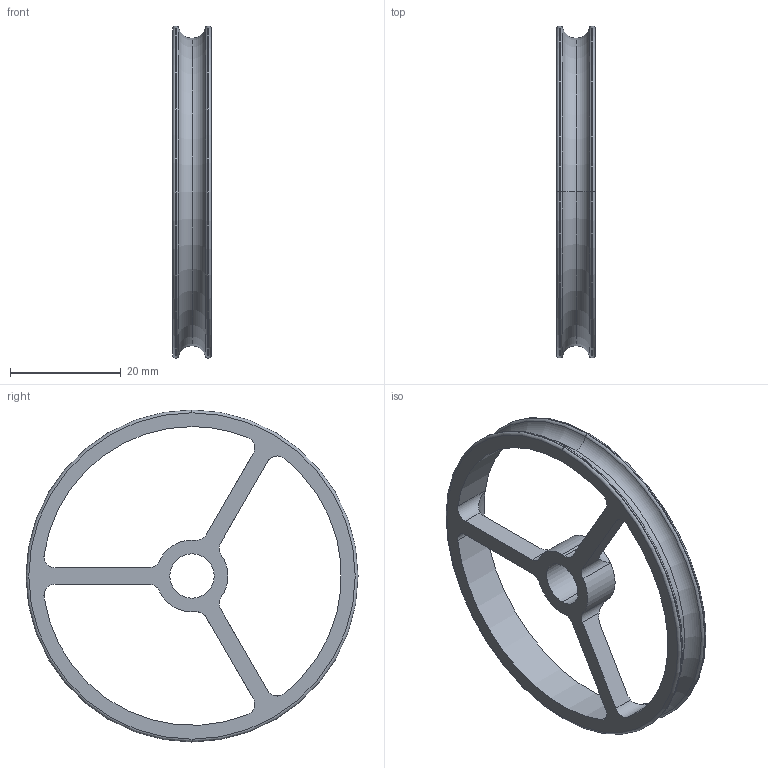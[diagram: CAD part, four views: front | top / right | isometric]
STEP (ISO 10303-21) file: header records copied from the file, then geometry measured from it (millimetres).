
FILE_DESCRIPTION (( 'STEP AP214' ), '1' );
FILE_NAME ('wheel_3s_v04.STEP', '2023-12-14T12:56:31', ( '' ), ( '' ), 'SwSTEP 2.0', 'SolidWorks 2023', '' );
FILE_SCHEMA (( 'AUTOMOTIVE_DESIGN' ));
Length unit declared in the file: millimetre
Products named in the file (1): wheel_3s_v04
Bounding box: 7 x 60 x 60 mm (x, y, z)
Volume: 3528.1 mm3; surface area: 5154.4 mm2
Topology: 1 solids, 1 shells, 58 faces, 148 edges, 90 vertices
Faces by surface type: cylinder 28, torus 18, plane 12
Entity records: 1939 total; most frequent: CARTESIAN_POINT 489, DIRECTION 316, ORIENTED_EDGE 296, EDGE_CURVE 148, AXIS2_PLACEMENT_3D 135, VERTEX_POINT 90, CIRCLE 76, EDGE_LOOP 64
